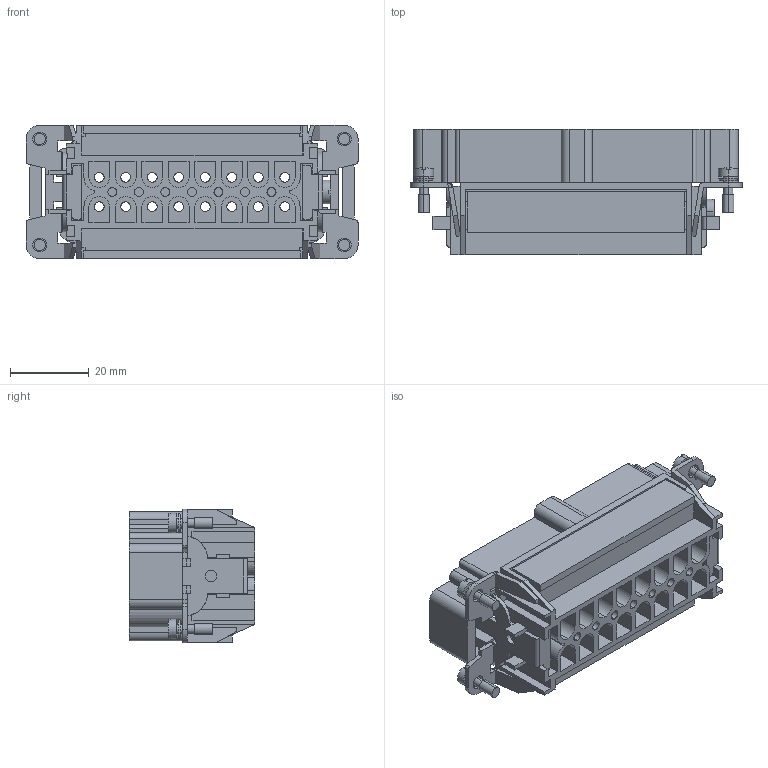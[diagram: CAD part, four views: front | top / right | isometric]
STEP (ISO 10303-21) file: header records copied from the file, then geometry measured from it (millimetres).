
FILE_DESCRIPTION (( 'STEP AP214' ), '1' );
FILE_NAME ('ZP-MC16B-1-MC016-2.step', '2015-08-12T18:20:40', ( '' ), ( '' ), 'SwSTEP 2.0', 'SolidWorks 2014', '' );
FILE_SCHEMA (( 'AUTOMOTIVE_DESIGN' ));
Length unit declared in the file: millimetre
Products named in the file (1): ZP-MC16B-1-MC016-2
Bounding box: 84.5 x 32 x 34 mm (x, y, z)
Volume: 29948 mm3; surface area: 32968.2 mm2
Topology: 8 solids, 47 shells, 1191 faces, 2920 edges, 1938 vertices
Faces by surface type: plane 701, cylinder 482, cone 8
Entity records: 49284 total; most frequent: CARTESIAN_POINT 9082, DIRECTION 5940, ORIENTED_EDGE 5840, EDGE_CURVE 2920, AXIS2_PLACEMENT_3D 1994, VECTOR 1952, LINE 1952, VERTEX_POINT 1938
